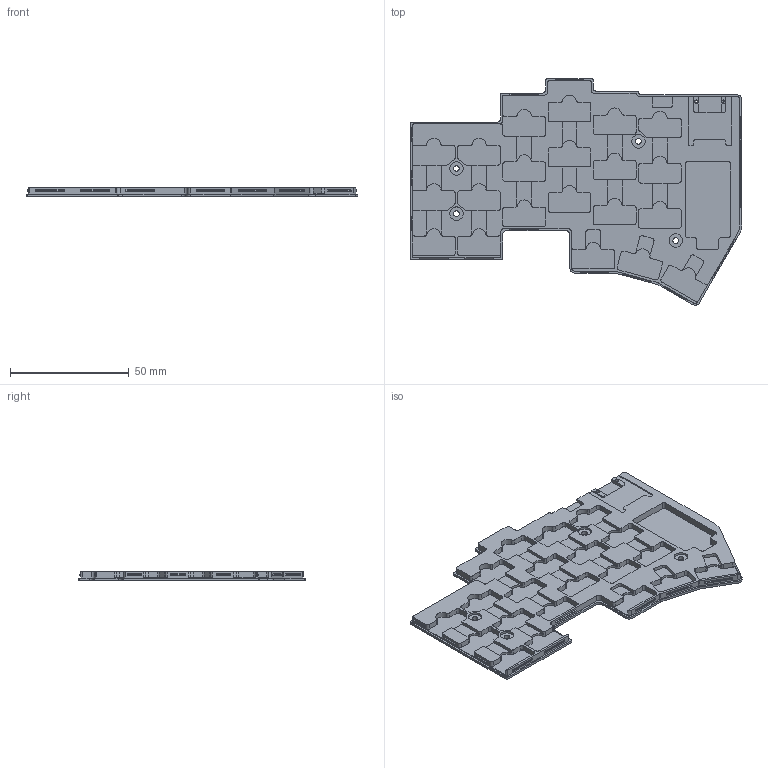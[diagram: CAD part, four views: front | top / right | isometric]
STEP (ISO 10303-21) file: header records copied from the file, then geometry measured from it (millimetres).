
FILE_DESCRIPTION(('FreeCAD Model'),'2;1');
FILE_NAME('Open CASCADE Shape Model','2025-11-16T21:33:37',(''),(''), 'Open CASCADE STEP processor 7.8','FreeCAD','Unknown');
FILE_SCHEMA(('AUTOMOTIVE_DESIGN { 1 0 10303 214 1 1 1 1 }'));
Length unit declared in the file: millimetre
Products named in the file (1): Copy_Bottom_A
Bounding box: 139.3 x 95.23 x 3.7 mm (x, y, z)
Volume: 23171.3 mm3; surface area: 24135.1 mm2
Topology: 1 solids, 1 shells, 594 faces, 1684 edges, 1118 vertices
Faces by surface type: plane 361, cylinder 227, cone 6
Full cylindrical faces by diameter (mm): 0.8 x2, 1.5 x2, 2.4 x4, 3.7 x2, 3.9 x2, 5.7 x4
Entity records: 41208 total; most frequent: CARTESIAN_POINT 7294, DIRECTION 6464, LINE 3881, VECTOR 3881, ORIENTED_EDGE 3368, PCURVE 3368, DEFINITIONAL_REPRESENTATION 3368, EDGE_CURVE 1684
